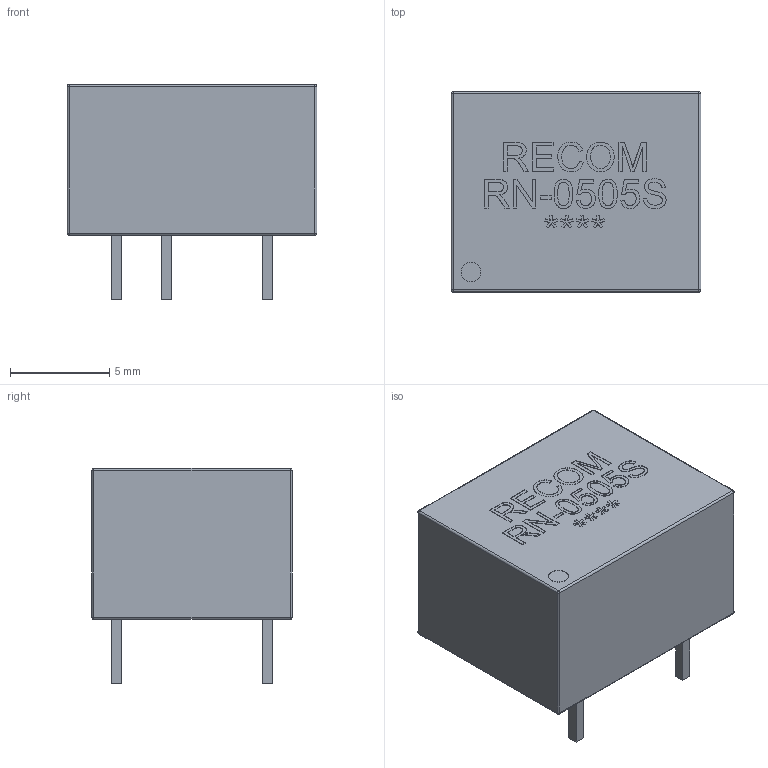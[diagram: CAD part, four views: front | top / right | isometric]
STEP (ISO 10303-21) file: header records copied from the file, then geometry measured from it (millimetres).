
FILE_DESCRIPTION( ( 'Unknown' ), '1' );
FILE_NAME( 'DIP8 _RN.stp', 'Unknown', ( 'Unknown' ), ( 'Unknown' ), 'XStep 1.0', 'Unknown', ' ' );
FILE_SCHEMA( ( 'automotive_design' ) );
Length unit declared in the file: millimetre
Products named in the file (1): 1
Bounding box: 12.6 x 10.1 x 10.87 mm (x, y, z)
Volume: 972.7 mm3; surface area: 624.1 mm2
Topology: 1 solids, 1 shells, 219 faces, 554 edges, 356 vertices
Faces by surface type: plane 134, extrusion 64, cylinder 13, sphere 8
Full cylindrical faces by diameter (mm): 1 x1
Entity records: 9828 total; most frequent: CARTESIAN_POINT 3432, ORIENTED_EDGE 1078, DIRECTION 643, EDGE_CURVE 539, B_SPLINE_CURVE_WITH_KNOTS 362, VERTEX_POINT 356, VECTOR 279, EDGE_LOOP 253
